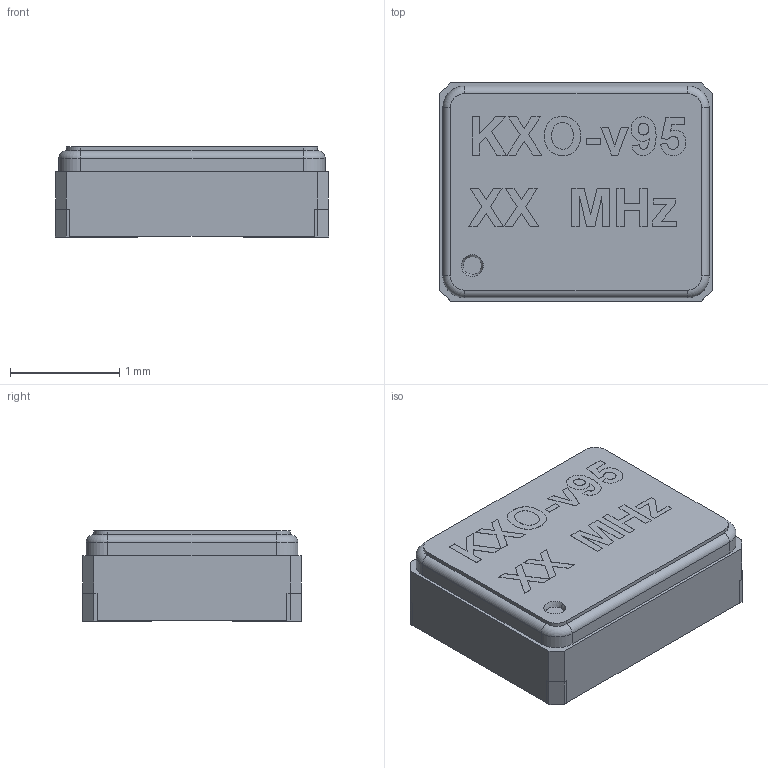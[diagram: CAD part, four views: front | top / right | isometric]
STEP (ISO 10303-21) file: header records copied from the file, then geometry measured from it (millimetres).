
FILE_DESCRIPTION (( 'STEP AP214' ), '1' );
FILE_NAME ('User Library-KXO-V95.STEP', '2017-09-12T06:53:20', ( 'Windows User' ), ( '' ), 'SwSTEP 2.0', 'SolidWorks 2017', '' );
FILE_SCHEMA (( 'AUTOMOTIVE_DESIGN' ));
Length unit declared in the file: millimetre
Products named in the file (1): User Library-KXO-V95
Bounding box: 2.5 x 2 x 0.82 mm (x, y, z)
Volume: 4 mm3; surface area: 16.9 mm2
Topology: 1 solids, 1 shells, 235 faces, 635 edges, 418 vertices
Faces by surface type: plane 183, bspline 34, cylinder 12, torus 4, cone 2
Entity records: 11556 total; most frequent: CARTESIAN_POINT 3235, ORIENTED_EDGE 1270, DIRECTION 999, EDGE_CURVE 635, LINE 539, VECTOR 539, VERTEX_POINT 418, EDGE_LOOP 251
